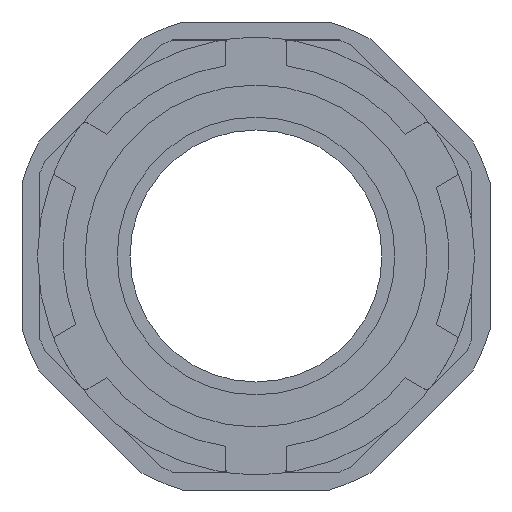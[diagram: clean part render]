
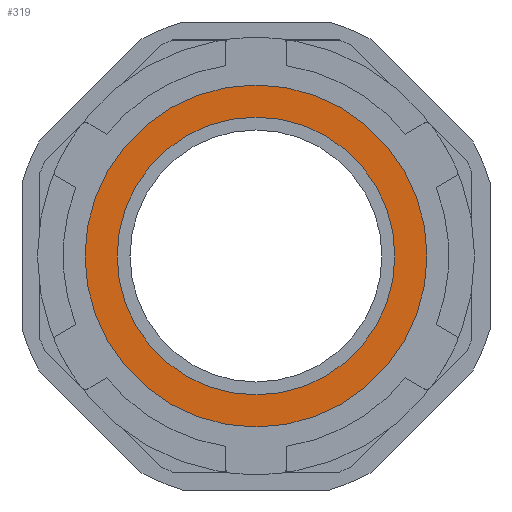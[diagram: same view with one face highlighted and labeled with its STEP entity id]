
A CAD part, left-side view. The second image highlights one B-rep face of the part: STEP entity #319.
In plain terms, the highlighted planar face has unit normal (-1, 0, 0).
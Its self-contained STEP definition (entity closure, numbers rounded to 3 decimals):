
#319=ADVANCED_FACE('',(#1440,#1442),#1444,.T.);
#1440=FACE_BOUND('',#1441,.T.);
#1441=EDGE_LOOP('',(#3975));
#1442=FACE_BOUND('',#1443,.T.);
#1443=EDGE_LOOP('',(#3976));
#1444=PLANE('',#1445);
#1445=AXIS2_PLACEMENT_3D('',#1446,#1447,#1448);
#1446=CARTESIAN_POINT('',(-15.27,0.,-5.292));
#1447=DIRECTION('',(-1.,0.,0.));
#1448=DIRECTION('',(0.,0.,1.));
#3975=ORIENTED_EDGE('',*,*,#4549,.T.);
#3976=ORIENTED_EDGE('',*,*,#4551,.F.);
#4549=EDGE_CURVE('',#4907,#4907,#4908,.T.);
#4551=EDGE_CURVE('',#4911,#4911,#4912,.T.);
#4907=VERTEX_POINT('',#5591);
#4908=CIRCLE('',#5592,16.625);
#4911=VERTEX_POINT('',#5601);
#4912=CIRCLE('',#5602,13.5);
#5591=CARTESIAN_POINT('',(-15.27,0.,11.333));
#5592=AXIS2_PLACEMENT_3D('',#5593,#5594,#5595);
#5593=CARTESIAN_POINT('',(-15.27,0.,-5.292));
#5594=DIRECTION('',(-1.,0.,0.));
#5595=DIRECTION('',(0.,0.,1.));
#5601=CARTESIAN_POINT('',(-15.27,0.,8.208));
#5602=AXIS2_PLACEMENT_3D('',#5603,#5604,#5605);
#5603=CARTESIAN_POINT('',(-15.27,0.,-5.292));
#5604=DIRECTION('',(-1.,0.,0.));
#5605=DIRECTION('',(0.,0.,1.));
